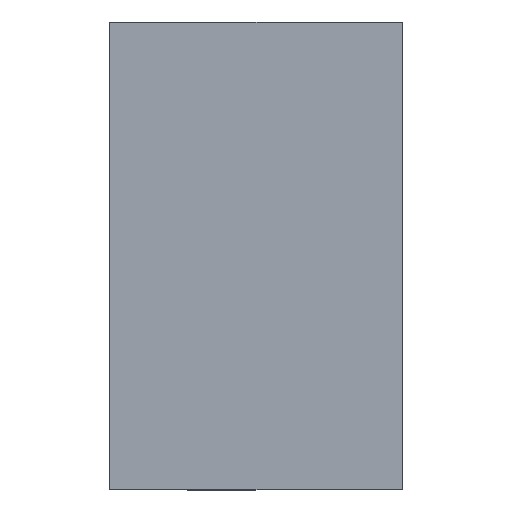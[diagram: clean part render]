
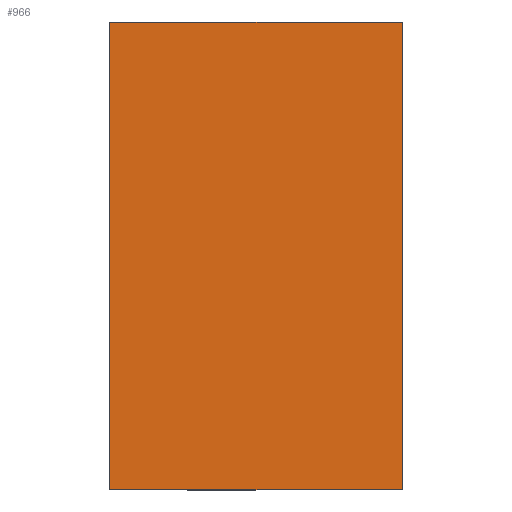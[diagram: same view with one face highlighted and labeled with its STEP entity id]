
A CAD part, left-side view. The second image highlights one B-rep face of the part: STEP entity #966.
In plain terms, the highlighted planar face has unit normal (-1, 0, 0).
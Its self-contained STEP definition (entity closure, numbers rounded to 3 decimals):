
#87=FACE_OUTER_BOUND('',#145,.T.);
#145=EDGE_LOOP('',(#822,#823,#824,#825));
#273=LINE('',#1510,#396);
#274=LINE('',#1512,#397);
#275=LINE('',#1514,#398);
#276=LINE('',#1515,#399);
#396=VECTOR('',#1248,10.);
#397=VECTOR('',#1249,10.);
#398=VECTOR('',#1250,10.);
#399=VECTOR('',#1251,10.);
#486=VERTEX_POINT('',#1508);
#487=VERTEX_POINT('',#1509);
#488=VERTEX_POINT('',#1511);
#489=VERTEX_POINT('',#1513);
#611=EDGE_CURVE('',#486,#487,#273,.T.);
#612=EDGE_CURVE('',#486,#488,#274,.T.);
#613=EDGE_CURVE('',#489,#488,#275,.T.);
#614=EDGE_CURVE('',#487,#489,#276,.T.);
#822=ORIENTED_EDGE('',*,*,#611,.F.);
#823=ORIENTED_EDGE('',*,*,#612,.T.);
#824=ORIENTED_EDGE('',*,*,#613,.F.);
#825=ORIENTED_EDGE('',*,*,#614,.F.);
#919=PLANE('',#1033);
#966=ADVANCED_FACE('',(#87),#919,.T.);
#1033=AXIS2_PLACEMENT_3D('',#1507,#1246,#1247);
#1246=DIRECTION('center_axis',(-1.,0.,0.));
#1247=DIRECTION('ref_axis',(0.,0.,1.));
#1248=DIRECTION('',(0.,0.,-1.));
#1249=DIRECTION('',(0.,1.,0.));
#1250=DIRECTION('',(0.,0.,1.));
#1251=DIRECTION('',(0.,1.,0.));
#1507=CARTESIAN_POINT('Origin',(-28.011,0.,0.099));
#1508=CARTESIAN_POINT('',(-28.011,0.,24.099));
#1509=CARTESIAN_POINT('',(-28.011,0.,0.099));
#1510=CARTESIAN_POINT('',(-28.011,0.,24.099));
#1511=CARTESIAN_POINT('',(-28.011,15.,24.099));
#1512=CARTESIAN_POINT('',(-28.011,0.,24.099));
#1513=CARTESIAN_POINT('',(-28.011,15.,0.099));
#1514=CARTESIAN_POINT('',(-28.011,15.,24.099));
#1515=CARTESIAN_POINT('',(-28.011,0.,0.099));
